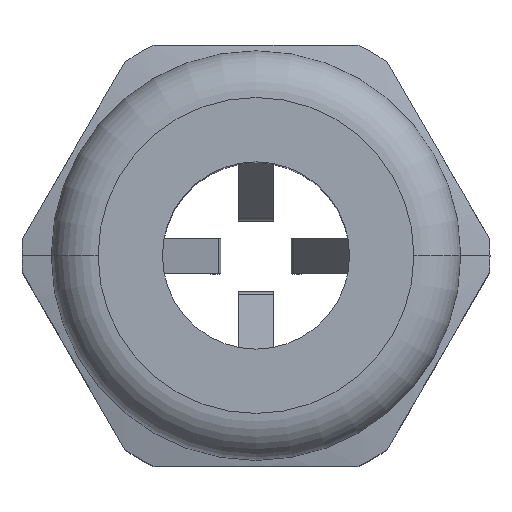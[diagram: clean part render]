
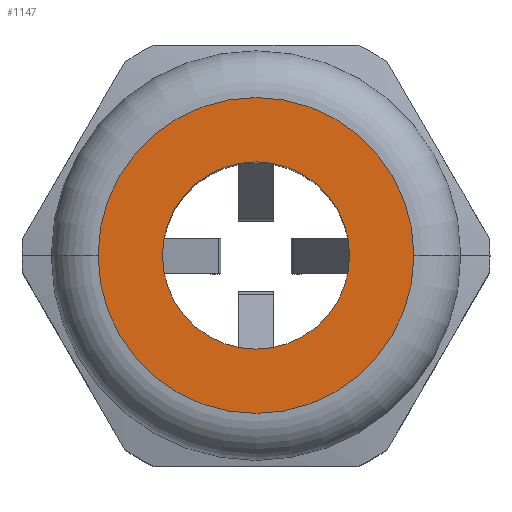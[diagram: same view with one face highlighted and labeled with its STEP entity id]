
A CAD part, top view. The second image highlights one B-rep face of the part: STEP entity #1147.
In plain terms, the highlighted planar face has unit normal (0, 0, 1).
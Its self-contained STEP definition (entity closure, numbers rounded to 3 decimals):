
#160 = ORIENTED_EDGE ( 'NONE', *, *, #1140, .T. ) ;
#206 = ORIENTED_EDGE ( 'NONE', *, *, #1228, .T. ) ;
#219 = VERTEX_POINT ( 'NONE', #1910 ) ;
#221 = VERTEX_POINT ( 'NONE', #1908 ) ;
#234 = VERTEX_POINT ( 'NONE', #1895 ) ;
#235 = VERTEX_POINT ( 'NONE', #1894 ) ;
#716 = DIRECTION ( 'NONE',  ( 1., 0., 0. ) ) ;
#717 = DIRECTION ( 'NONE',  ( 0., 0., 1. ) ) ;
#718 = CARTESIAN_POINT ( 'NONE',  ( 0., 0., 25.5 ) ) ;
#792 = DIRECTION ( 'NONE',  ( 1., 0., 0. ) ) ;
#793 = DIRECTION ( 'NONE',  ( 0., 0., 1. ) ) ;
#794 = CARTESIAN_POINT ( 'NONE',  ( 0., 0., 25.5 ) ) ;
#988 = AXIS2_PLACEMENT_3D ( 'NONE', #718, #717, #716 ) ;
#1038 = AXIS2_PLACEMENT_3D ( 'NONE', #794, #793, #792 ) ;
#1129 = EDGE_CURVE ( 'NONE', #219, #221, #1226, .T. ) ;
#1140 = EDGE_CURVE ( 'NONE', #235, #234, #1438, .T. ) ;
#1147 = ADVANCED_FACE ( 'NONE', ( #1528, #1511 ), #2245, .T. ) ;
#1202 = EDGE_CURVE ( 'NONE', #221, #219, #1282, .T. ) ;
#1226 = CIRCLE ( 'NONE', #1538, 4. ) ;
#1228 = EDGE_CURVE ( 'NONE', #234, #235, #1371, .T. ) ;
#1282 = CIRCLE ( 'NONE', #1038, 4. ) ;
#1371 = CIRCLE ( 'NONE', #988, 6.75 ) ;
#1438 = CIRCLE ( 'NONE', #1520, 6.75 ) ;
#1507 = AXIS2_PLACEMENT_3D ( 'NONE', #2221, #2345, #2283 ) ;
#1511 = FACE_OUTER_BOUND ( 'NONE', #1965, .T. ) ;
#1520 = AXIS2_PLACEMENT_3D ( 'NONE', #2347, #2236, #2191 ) ;
#1528 = FACE_BOUND ( 'NONE', #1964, .T. ) ;
#1538 = AXIS2_PLACEMENT_3D ( 'NONE', #2322, #2362, #2334 ) ;
#1894 = CARTESIAN_POINT ( 'NONE',  ( 6.75, 0., 25.5 ) ) ;
#1895 = CARTESIAN_POINT ( 'NONE',  ( -6.75, 0., 25.5 ) ) ;
#1908 = CARTESIAN_POINT ( 'NONE',  ( 4., 0., 25.5 ) ) ;
#1910 = CARTESIAN_POINT ( 'NONE',  ( -4., 0., 25.5 ) ) ;
#1964 = EDGE_LOOP ( 'NONE', ( #2101, #2095 ) ) ;
#1965 = EDGE_LOOP ( 'NONE', ( #160, #206 ) ) ;
#2095 = ORIENTED_EDGE ( 'NONE', *, *, #1129, .F. ) ;
#2101 = ORIENTED_EDGE ( 'NONE', *, *, #1202, .F. ) ;
#2191 = DIRECTION ( 'NONE',  ( 1., 0., 0. ) ) ;
#2221 = CARTESIAN_POINT ( 'NONE',  ( 0., 0., 25.5 ) ) ;
#2236 = DIRECTION ( 'NONE',  ( 0., 0., 1. ) ) ;
#2245 = PLANE ( 'NONE',  #1507 ) ;
#2283 = DIRECTION ( 'NONE',  ( 1., 0., 0. ) ) ;
#2322 = CARTESIAN_POINT ( 'NONE',  ( 0., 0., 25.5 ) ) ;
#2334 = DIRECTION ( 'NONE',  ( 1., 0., 0. ) ) ;
#2345 = DIRECTION ( 'NONE',  ( 0., 0., 1. ) ) ;
#2347 = CARTESIAN_POINT ( 'NONE',  ( 0., 0., 25.5 ) ) ;
#2362 = DIRECTION ( 'NONE',  ( 0., 0., 1. ) ) ;
